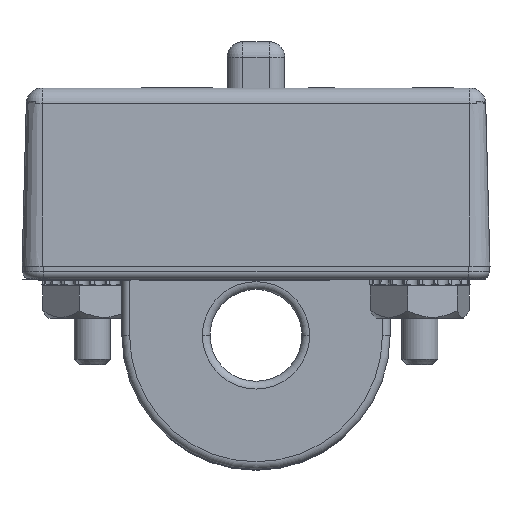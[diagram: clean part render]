
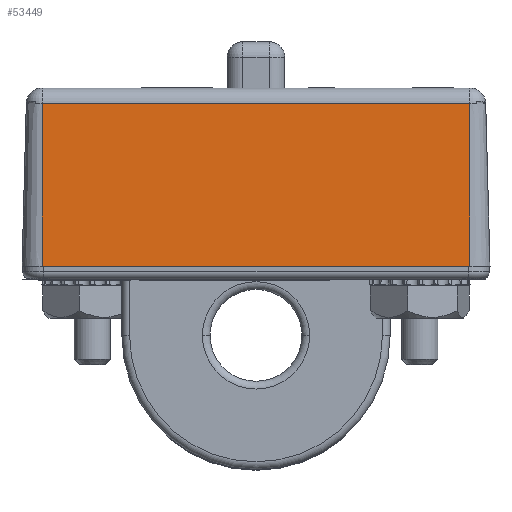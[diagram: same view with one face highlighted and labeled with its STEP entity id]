
A CAD part, left-side view. The second image highlights one B-rep face of the part: STEP entity #53449.
In plain terms, the highlighted face is planar.
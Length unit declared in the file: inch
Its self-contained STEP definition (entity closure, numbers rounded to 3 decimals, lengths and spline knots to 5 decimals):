
#785 = EDGE_CURVE ( 'NONE', #30280, #54036, #9789, .T. ) ;
#1202 = ORIENTED_EDGE ( 'NONE', *, *, #4002, .F. ) ;
#1737 = ORIENTED_EDGE ( 'NONE', *, *, #785, .T. ) ;
#3544 = LINE ( 'NONE', #12878, #30716 ) ;
#4002 = EDGE_CURVE ( 'NONE', #30280, #34751, #22006, .T. ) ;
#4135 = FACE_OUTER_BOUND ( 'NONE', #9312, .T. ) ;
#5005 = CARTESIAN_POINT ( 'NONE',  ( -1.5625, 0., 0.815 ) ) ;
#5442 = AXIS2_PLACEMENT_3D ( 'NONE', #27717, #50962, #9181 ) ;
#7832 = CARTESIAN_POINT ( 'NONE',  ( -1.56403, 0.05843, 0.815 ) ) ;
#8860 = CARTESIAN_POINT ( 'NONE',  ( -1.58031, 0.68, -0.815 ) ) ;
#9055 = DIRECTION ( 'NONE',  ( 0., 0., 1. ) ) ;
#9181 = DIRECTION ( 'NONE',  ( 0.026, -1., 0. ) ) ;
#9217 = DIRECTION ( 'NONE',  ( 0.026, -1., 0. ) ) ;
#9312 = EDGE_LOOP ( 'NONE', ( #1737, #49546, #30723, #1202 ) ) ;
#9739 = CARTESIAN_POINT ( 'NONE',  ( -1.58031, 0.68, 0.815 ) ) ;
#9789 = LINE ( 'NONE', #38085, #49869 ) ;
#12878 = CARTESIAN_POINT ( 'NONE',  ( -1.56403, 0.05843, 0.815 ) ) ;
#21710 = LINE ( 'NONE', #5005, #56790 ) ;
#22006 = LINE ( 'NONE', #8860, #47128 ) ;
#22251 = DIRECTION ( 'NONE',  ( 0., 0., 1. ) ) ;
#25729 = VERTEX_POINT ( 'NONE', #7832 ) ;
#27717 = CARTESIAN_POINT ( 'NONE',  ( -1.5625, 0., 0.815 ) ) ;
#30280 = VERTEX_POINT ( 'NONE', #53669 ) ;
#30716 = VECTOR ( 'NONE', #22251, 39.37008 ) ;
#30723 = ORIENTED_EDGE ( 'NONE', *, *, #46879, .F. ) ;
#34751 = VERTEX_POINT ( 'NONE', #9739 ) ;
#37829 = EDGE_CURVE ( 'NONE', #54036, #25729, #3544, .T. ) ;
#38085 = CARTESIAN_POINT ( 'NONE',  ( -1.5625, 0., -0.815 ) ) ;
#45821 = PLANE ( 'NONE',  #5442 ) ;
#46879 = EDGE_CURVE ( 'NONE', #34751, #25729, #21710, .T. ) ;
#47128 = VECTOR ( 'NONE', #9055, 39.37008 ) ;
#47220 = CARTESIAN_POINT ( 'NONE',  ( -1.56403, 0.05843, -0.815 ) ) ;
#49546 = ORIENTED_EDGE ( 'NONE', *, *, #37829, .T. ) ;
#49869 = VECTOR ( 'NONE', #55823, 39.37008 ) ;
#50962 = DIRECTION ( 'NONE',  ( -1., -0.026, 0. ) ) ;
#53449 = ADVANCED_FACE ( 'NONE', ( #4135 ), #45821, .T. ) ;
#53669 = CARTESIAN_POINT ( 'NONE',  ( -1.58031, 0.68, -0.815 ) ) ;
#54036 = VERTEX_POINT ( 'NONE', #47220 ) ;
#55823 = DIRECTION ( 'NONE',  ( 0.026, -1., 0. ) ) ;
#56790 = VECTOR ( 'NONE', #9217, 39.37008 ) ;
